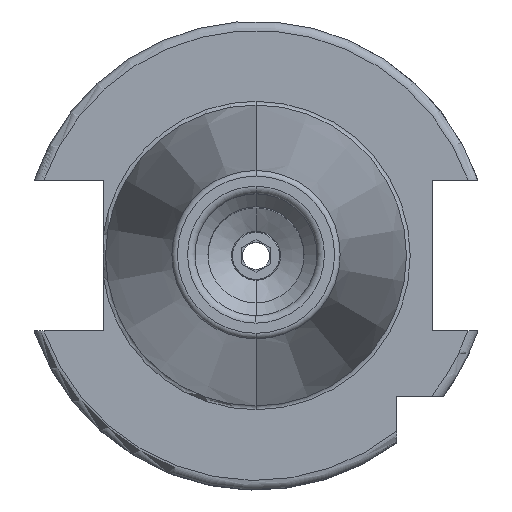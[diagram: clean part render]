
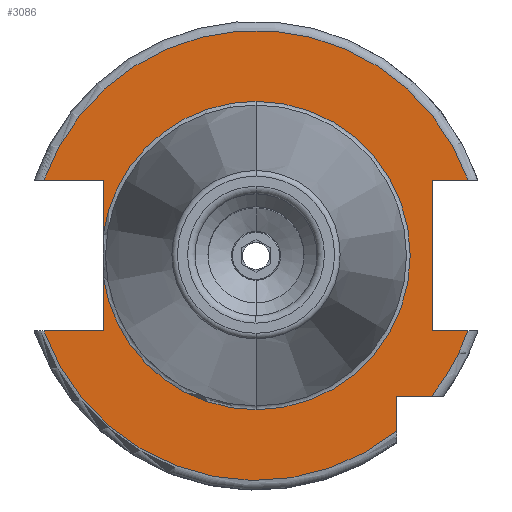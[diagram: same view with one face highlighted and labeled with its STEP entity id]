
A CAD part, top view. The second image highlights one B-rep face of the part: STEP entity #3086.
In plain terms, the highlighted planar face has unit normal (0, 0, 1).
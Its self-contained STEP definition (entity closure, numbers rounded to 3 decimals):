
#550=CARTESIAN_POINT('',(0,0,15.9));
#551=DIRECTION('',(0,0,-1));
#552=DIRECTION('',(0,1,0));
#553=AXIS2_PLACEMENT_3D('',#550,#551,#552);
#566=CARTESIAN_POINT('',(0,0,15.9));
#567=DIRECTION('',(0,0,1));
#568=DIRECTION('',(0,1,0));
#569=AXIS2_PLACEMENT_3D('',#566,#567,#568);
#581=CARTESIAN_POINT('',(0,0,15.9));
#582=DIRECTION('',(0,0,1));
#583=DIRECTION('',(-0.991,-0.135,0));
#584=AXIS2_PLACEMENT_3D('',#581,#582,#583);
#1103=CARTESIAN_POINT('',(0,0,15.9));
#1104=DIRECTION('',(0,0,1));
#1105=DIRECTION('',(0.942,0.335,0));
#1106=AXIS2_PLACEMENT_3D('',#1103,#1104,#1105);
#1154=CARTESIAN_POINT('',(0,0,15.9));
#1155=DIRECTION('',(0,0,1));
#1156=DIRECTION('',(-0.942,-0.335,0));
#1157=AXIS2_PLACEMENT_3D('',#1154,#1155,#1156);
#1170=DIRECTION('',(1,0,0));
#1171=VECTOR('',#1170,6.31);
#1172=CARTESIAN_POINT('',(-22.61,-8.05,15.9));
#1173=LINE('',#1172,#1171);
#1174=DIRECTION('',(0,1,0));
#1175=VECTOR('',#1174,5.834);
#1176=CARTESIAN_POINT('',(-16.3,-8.05,15.9));
#1177=LINE('',#1176,#1175);
#1178=DIRECTION('',(0,1,0));
#1179=VECTOR('',#1178,5.834);
#1180=CARTESIAN_POINT('',(-16.3,2.216,15.9));
#1181=LINE('',#1180,#1179);
#1182=DIRECTION('',(1,0,0));
#1183=VECTOR('',#1182,6.31);
#1184=CARTESIAN_POINT('',(-22.61,8.05,15.9));
#1185=LINE('',#1184,#1183);
#1186=DIRECTION('',(-1,0,0));
#1187=VECTOR('',#1186,3.81);
#1188=CARTESIAN_POINT('',(22.61,8.05,15.9));
#1189=LINE('',#1188,#1187);
#1190=DIRECTION('',(0,-1,0));
#1191=VECTOR('',#1190,16.1);
#1192=CARTESIAN_POINT('',(18.8,8.05,15.9));
#1193=LINE('',#1192,#1191);
#1194=DIRECTION('',(-1,0,0));
#1195=VECTOR('',#1194,3.81);
#1196=CARTESIAN_POINT('',(22.61,-8.05,15.9));
#1197=LINE('',#1196,#1195);
#1198=CARTESIAN_POINT('',(0,0,15.9));
#1199=DIRECTION('',(0,0,1));
#1200=DIRECTION('',(0.781,-0.625,0));
#1201=AXIS2_PLACEMENT_3D('',#1198,#1199,#1200);
#1203=DIRECTION('',(-1,0,0));
#1204=VECTOR('',#1203,3.735);
#1205=CARTESIAN_POINT('',(18.735,-15,15.9));
#1206=LINE('',#1205,#1204);
#1207=DIRECTION('',(0,1,0));
#1208=VECTOR('',#1207,3.735);
#1209=CARTESIAN_POINT('',(15,-18.735,15.9));
#1210=LINE('',#1209,#1208);
#1427=CARTESIAN_POINT('',(0,16.45,15.9));
#1429=VERTEX_POINT('',#1427);
#1449=CARTESIAN_POINT('',(0,-16.45,15.9));
#1451=VERTEX_POINT('',#1449);
#1561=CARTESIAN_POINT('',(-22.61,-8.05,15.9));
#1562=CARTESIAN_POINT('',(-16.3,-8.05,15.9));
#1563=VERTEX_POINT('',#1561);
#1564=VERTEX_POINT('',#1562);
#1565=CARTESIAN_POINT('',(-16.3,-2.216,15.9));
#1566=VERTEX_POINT('',#1565);
#1567=CARTESIAN_POINT('',(-16.3,2.216,15.9));
#1568=CARTESIAN_POINT('',(-16.3,8.05,15.9));
#1569=VERTEX_POINT('',#1567);
#1570=VERTEX_POINT('',#1568);
#1571=CARTESIAN_POINT('',(-22.61,8.05,15.9));
#1572=VERTEX_POINT('',#1571);
#1573=CARTESIAN_POINT('',(18.8,8.05,15.9));
#1574=CARTESIAN_POINT('',(18.8,-8.05,15.9));
#1575=VERTEX_POINT('',#1573);
#1576=VERTEX_POINT('',#1574);
#1577=CARTESIAN_POINT('',(22.61,-8.05,15.9));
#1578=VERTEX_POINT('',#1577);
#1579=CARTESIAN_POINT('',(22.61,8.05,15.9));
#1580=VERTEX_POINT('',#1579);
#1581=CARTESIAN_POINT('',(15,-18.735,15.9));
#1582=CARTESIAN_POINT('',(15,-15,15.9));
#1583=VERTEX_POINT('',#1581);
#1584=VERTEX_POINT('',#1582);
#1585=CARTESIAN_POINT('',(18.735,-15,15.9));
#1586=VERTEX_POINT('',#1585);
#3061=CARTESIAN_POINT('',(0,0,15.9));
#3062=DIRECTION('',(0,0,-1));
#3063=DIRECTION('',(0,-1,0));
#3064=AXIS2_PLACEMENT_3D('',#3061,#3062,#3063);
#3065=PLANE('',#3064);
#3067=ORIENTED_EDGE('',*,*,#3066,.T.);
#3068=ORIENTED_EDGE('',*,*,#2562,.T.);
#3069=ORIENTED_EDGE('',*,*,#2545,.T.);
#3070=ORIENTED_EDGE('',*,*,#2525,.F.);
#3071=ORIENTED_EDGE('',*,*,#2540,.T.);
#3072=ORIENTED_EDGE('',*,*,#2559,.T.);
#3073=ORIENTED_EDGE('',*,*,#2594,.F.);
#3074=ORIENTED_EDGE('',*,*,#3038,.F.);
#3076=ORIENTED_EDGE('',*,*,#3075,.T.);
#3078=ORIENTED_EDGE('',*,*,#3077,.T.);
#3079=ORIENTED_EDGE('',*,*,#2667,.F.);
#3080=ORIENTED_EDGE('',*,*,#3028,.F.);
#3081=ORIENTED_EDGE('',*,*,#2725,.T.);
#3082=ORIENTED_EDGE('',*,*,#2768,.F.);
#3083=ORIENTED_EDGE('',*,*,#3055,.F.);
#3084=EDGE_LOOP('',(#3067,#3068,#3069,#3070,#3071,#3072,#3073,#3074,#3076,#3078,
#3079,#3080,#3081,#3082,#3083));
#3085=FACE_OUTER_BOUND('',#3084,.F.);
#3086=ADVANCED_FACE('',(#3085),#3065,.F.);
#554=CIRCLE('',#553,16.45);
#570=CIRCLE('',#569,16.45);
#585=CIRCLE('',#584,16.45);
#1107=CIRCLE('',#1106,24);
#1158=CIRCLE('',#1157,24);
#1202=CIRCLE('',#1201,24);
#2525=EDGE_CURVE('',#1429,#1451,#554,.T.);
#2540=EDGE_CURVE('',#1429,#1569,#570,.T.);
#2545=EDGE_CURVE('',#1566,#1451,#585,.T.);
#2559=EDGE_CURVE('',#1569,#1570,#1181,.T.);
#2562=EDGE_CURVE('',#1564,#1566,#1177,.T.);
#2594=EDGE_CURVE('',#1572,#1570,#1185,.T.);
#2667=EDGE_CURVE('',#1578,#1576,#1197,.T.);
#2725=EDGE_CURVE('',#1586,#1584,#1206,.T.);
#2768=EDGE_CURVE('',#1583,#1584,#1210,.T.);
#3028=EDGE_CURVE('',#1586,#1578,#1202,.T.);
#3038=EDGE_CURVE('',#1580,#1572,#1107,.T.);
#3055=EDGE_CURVE('',#1563,#1583,#1158,.T.);
#3066=EDGE_CURVE('',#1563,#1564,#1173,.T.);
#3075=EDGE_CURVE('',#1580,#1575,#1189,.T.);
#3077=EDGE_CURVE('',#1575,#1576,#1193,.T.);
